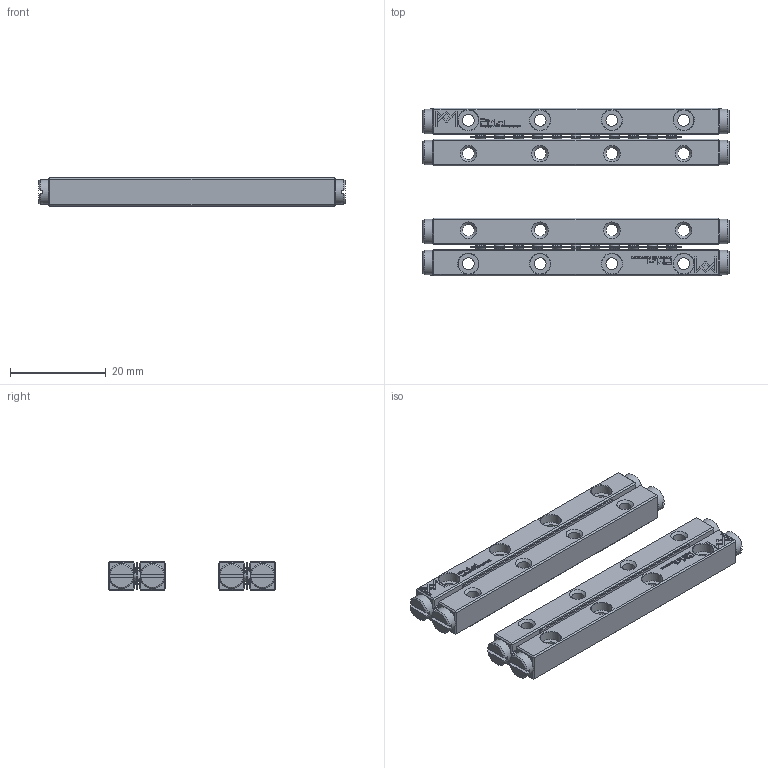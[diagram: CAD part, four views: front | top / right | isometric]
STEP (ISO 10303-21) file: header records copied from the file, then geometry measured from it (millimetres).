
FILE_DESCRIPTION(/* description */ (''),/* implementation_level */ '2;1');
FILE_NAME(/* name */ 'Set RSD-2060x11AA_stp.stp',/* time_stamp */ '2025-02-17T11:28:31+01:00',/* author */ (''),/* organization */ (''),/* preprocessor_version */ 'ST-DEVELOPER v16.7',/* originating_system */ 'SIEMENS PLM Software NX 12.0',/* authorisation */ '');
FILE_SCHEMA (('AUTOMOTIVE_DESIGN { 1 0 10303 214 3 1 1 1 }'));
Products named in the file (1): Set RSD-2060x11AA_stp
Bounding box: 64 x 35 x 6 mm (x, y, z)
Volume: 7355 mm3; surface area: 9056.8 mm2
Topology: 36 solids, 36 shells, 2250 faces, 5892 edges, 3854 vertices
Faces by surface type: plane 1376, cylinder 398, bspline 360, cone 116
Full cylindrical faces by diameter (mm): 2 x22, 2.135 x8, 2.459 x16, 2.5 x8, 2.7 x8, 4.3 x16, 5.2 x8
Entity records: 77499 total; most frequent: CARTESIAN_POINT 16743, ORIENTED_EDGE 11224, DIRECTION 9546, EDGE_CURVE 5612, LINE 3924, VECTOR 3924, VERTEX_POINT 3768, AXIS2_PLACEMENT_3D 2811
